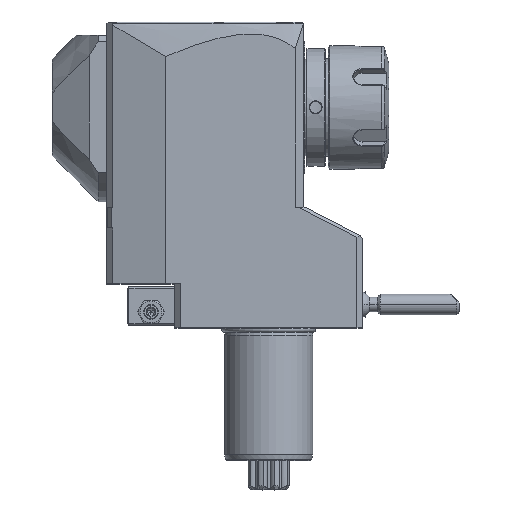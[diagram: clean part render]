
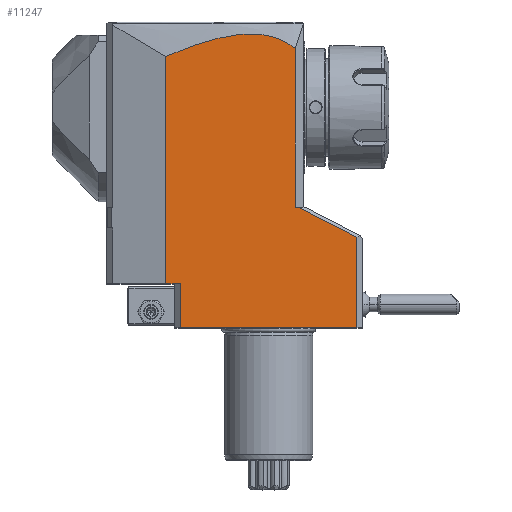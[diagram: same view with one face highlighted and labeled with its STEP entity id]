
A CAD part, top view. The second image highlights one B-rep face of the part: STEP entity #11247.
In plain terms, the highlighted planar face has unit normal (0, 0, 1).
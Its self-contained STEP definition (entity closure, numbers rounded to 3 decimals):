
#69=DIRECTION('',(0.,1.,0.));
#70=VECTOR('',#69,77.292);
#71=CARTESIAN_POINT('',(-12.,-26.,32.));
#72=LINE('',#71,#70);
#73=CARTESIAN_POINT('',(32.,53.997,32.));
#74=CARTESIAN_POINT('',(31.765,54.193,32.));
#75=CARTESIAN_POINT('',(31.29,54.57,32.));
#76=CARTESIAN_POINT('',(30.564,55.098,32.));
#77=CARTESIAN_POINT('',(29.821,55.589,32.));
#78=CARTESIAN_POINT('',(29.063,56.044,32.));
#79=CARTESIAN_POINT('',(28.283,56.466,32.));
#80=CARTESIAN_POINT('',(27.479,56.856,32.));
#81=CARTESIAN_POINT('',(26.651,57.214,32.));
#82=CARTESIAN_POINT('',(25.796,57.54,32.));
#83=CARTESIAN_POINT('',(24.907,57.836,32.));
#84=CARTESIAN_POINT('',(23.982,58.1,32.));
#85=CARTESIAN_POINT('',(23.019,58.331,32.));
#86=CARTESIAN_POINT('',(22.01,58.529,32.));
#87=CARTESIAN_POINT('',(20.95,58.692,32.));
#88=CARTESIAN_POINT('',(19.835,58.816,32.));
#89=CARTESIAN_POINT('',(18.657,58.901,32.));
#90=CARTESIAN_POINT('',(17.408,58.941,32.));
#91=CARTESIAN_POINT('',(16.083,58.932,32.));
#92=CARTESIAN_POINT('',(14.668,58.87,32.));
#93=CARTESIAN_POINT('',(13.148,58.746,32.));
#94=CARTESIAN_POINT('',(11.511,58.554,32.));
#95=CARTESIAN_POINT('',(9.749,58.284,32.));
#96=CARTESIAN_POINT('',(7.854,57.928,32.));
#97=CARTESIAN_POINT('',(5.834,57.479,32.));
#98=CARTESIAN_POINT('',(3.705,56.938,32.));
#99=CARTESIAN_POINT('',(1.457,56.296,32.));
#100=CARTESIAN_POINT('',(-0.924,55.547,32.));
#101=CARTESIAN_POINT('',(-3.446,54.684,32.));
#102=CARTESIAN_POINT('',(-6.119,53.697,32.));
#103=CARTESIAN_POINT('',(-8.955,52.579,32.));
#104=CARTESIAN_POINT('',(-10.966,51.737,32.));
#105=CARTESIAN_POINT('',(-12.,51.292,32.));
#107=DIRECTION('',(0.,-1.,0.));
#108=VECTOR('',#107,53.997);
#109=CARTESIAN_POINT('',(32.,53.997,32.));
#110=LINE('',#109,#108);
#111=DIRECTION('',(-0.891,0.454,0.));
#112=VECTOR('',#111,22.254);
#113=CARTESIAN_POINT('',(53.,-10.103,32.));
#114=LINE('',#113,#112);
#119=DIRECTION('',(0.,1.,0.));
#120=VECTOR('',#119,30.897);
#121=CARTESIAN_POINT('',(53.,-41.,32.));
#122=LINE('',#121,#120);
#257=DIRECTION('',(0.,-1.,0.));
#258=VECTOR('',#257,15.);
#259=CARTESIAN_POINT('',(-7.,-26.,32.));
#260=LINE('',#259,#258);
#281=DIRECTION('',(-1.,0.,0.));
#282=VECTOR('',#281,60.);
#283=CARTESIAN_POINT('',(53.,-41.,32.));
#284=LINE('',#283,#282);
#2730=DIRECTION('',(1.,0.,0.));
#2731=VECTOR('',#2730,5.);
#2732=CARTESIAN_POINT('',(-12.,-26.,32.));
#2733=LINE('',#2732,#2731);
#3011=DIRECTION('',(1.,0.,0.));
#3012=VECTOR('',#3011,1.171);
#3013=CARTESIAN_POINT('',(32.,0.,32.));
#3014=LINE('',#3013,#3012);
#9977=VERTEX_POINT('',#73);
#9978=VERTEX_POINT('',#105);
#10274=CARTESIAN_POINT('',(33.171,0.,32.));
#10276=VERTEX_POINT('',#10274);
#10280=CARTESIAN_POINT('',(53.,-10.103,32.));
#10281=VERTEX_POINT('',#10280);
#10298=CARTESIAN_POINT('',(32.,0.,32.));
#10299=VERTEX_POINT('',#10298);
#10398=CARTESIAN_POINT('',(-7.,-26.,32.));
#10399=VERTEX_POINT('',#10398);
#10836=CARTESIAN_POINT('',(-12.,-26.,32.));
#10838=VERTEX_POINT('',#10836);
#10866=CARTESIAN_POINT('',(53.,-41.,32.));
#10867=VERTEX_POINT('',#10866);
#10868=CARTESIAN_POINT('',(-7.,-41.,32.));
#10869=VERTEX_POINT('',#10868);
#11223=CARTESIAN_POINT('',(-32.,0.,32.));
#11224=DIRECTION('',(0.,0.,1.));
#11225=DIRECTION('',(1.,0.,0.));
#11226=AXIS2_PLACEMENT_3D('',#11223,#11224,#11225);
#11227=PLANE('',#11226);
#11229=ORIENTED_EDGE('',*,*,#11228,.F.);
#11231=ORIENTED_EDGE('',*,*,#11230,.T.);
#11233=ORIENTED_EDGE('',*,*,#11232,.F.);
#11235=ORIENTED_EDGE('',*,*,#11234,.F.);
#11236=ORIENTED_EDGE('',*,*,#11207,.T.);
#11238=ORIENTED_EDGE('',*,*,#11237,.F.);
#11240=ORIENTED_EDGE('',*,*,#11239,.T.);
#11242=ORIENTED_EDGE('',*,*,#11241,.T.);
#11244=ORIENTED_EDGE('',*,*,#11243,.F.);
#11245=EDGE_LOOP('',(#11229,#11231,#11233,#11235,#11236,#11238,#11240,#11242,
#11244));
#11246=FACE_OUTER_BOUND('',#11245,.F.);
#106=B_SPLINE_CURVE_WITH_KNOTS('',3,(#73,#74,#75,#76,#77,#78,#79,#80,#81,#82,
#83,#84,#85,#86,#87,#88,#89,#90,#91,#92,#93,#94,#95,#96,#97,#98,#99,#100,#101,
#102,#103,#104,#105),.UNSPECIFIED.,.F.,.F.,(4,1,1,1,1,1,1,1,1,1,1,1,1,1,1,1,1,1,
1,1,1,1,1,1,1,1,1,1,1,1,4),(0.,0.033,0.067,0.1,
0.133,0.167,0.2,0.233,0.267,
0.3,0.333,0.367,0.4,0.433,
0.467,0.5,0.533,0.567,0.6,
0.633,0.667,0.7,0.733,0.767,
0.8,0.833,0.867,0.9,0.933,
0.967,1.),.UNSPECIFIED.);
#11207=EDGE_CURVE('',#10838,#9978,#72,.T.);
#11228=EDGE_CURVE('',#10867,#10281,#122,.T.);
#11230=EDGE_CURVE('',#10867,#10869,#284,.T.);
#11232=EDGE_CURVE('',#10399,#10869,#260,.T.);
#11234=EDGE_CURVE('',#10838,#10399,#2733,.T.);
#11237=EDGE_CURVE('',#9977,#9978,#106,.T.);
#11239=EDGE_CURVE('',#9977,#10299,#110,.T.);
#11241=EDGE_CURVE('',#10299,#10276,#3014,.T.);
#11243=EDGE_CURVE('',#10281,#10276,#114,.T.);
#11247=ADVANCED_FACE('',(#11246),#11227,.T.);
